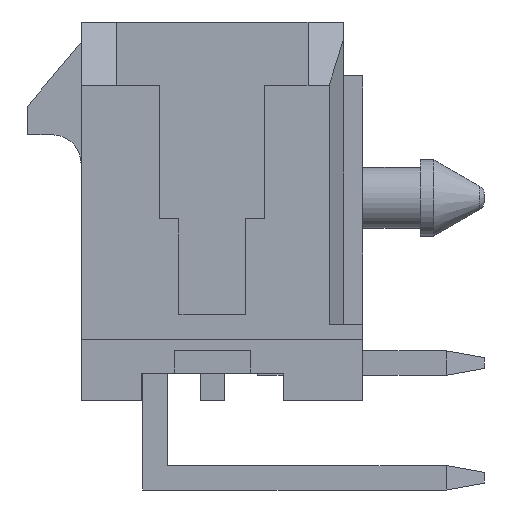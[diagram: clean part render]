
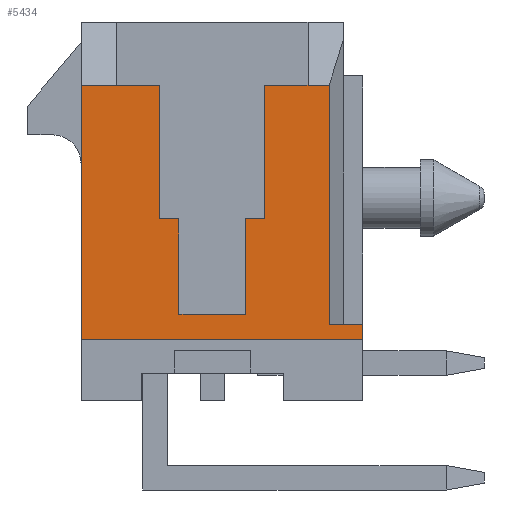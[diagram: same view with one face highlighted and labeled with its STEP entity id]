
A CAD part, left-side view. The second image highlights one B-rep face of the part: STEP entity #5434.
In plain terms, the highlighted planar face has unit normal (-1, 0, 0).
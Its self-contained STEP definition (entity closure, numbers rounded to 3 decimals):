
#1=DIRECTION('',(0.,0.,-1.));
#2=VECTOR('',#1,3.5);
#3=CARTESIAN_POINT('',(-7.825,-1.375,3.3));
#4=LINE('',#3,#2);
#5=DIRECTION('',(0.,1.,0.));
#6=VECTOR('',#5,1.125);
#7=CARTESIAN_POINT('',(-7.825,-2.5,3.3));
#8=LINE('',#7,#6);
#9=DIRECTION('',(0.,-1.,0.));
#10=VECTOR('',#9,0.555);
#11=CARTESIAN_POINT('',(-7.825,-2.5,3.3));
#12=LINE('',#11,#10);
#13=DIRECTION('',(0.,0.,-1.));
#14=VECTOR('',#13,6.26);
#15=CARTESIAN_POINT('',(-7.825,-3.055,3.3));
#16=LINE('',#15,#14);
#17=DIRECTION('',(0.,0.,-1.));
#18=VECTOR('',#17,0.4);
#19=CARTESIAN_POINT('',(-7.825,-3.935,-2.96));
#20=LINE('',#19,#18);
#21=DIRECTION('',(0.,1.,0.));
#22=VECTOR('',#21,7.37);
#23=CARTESIAN_POINT('',(-7.825,-3.935,-3.36));
#24=LINE('',#23,#22);
#25=DIRECTION('',(0.,0.,1.));
#26=VECTOR('',#25,6.66);
#27=CARTESIAN_POINT('',(-7.825,3.435,-3.36));
#28=LINE('',#27,#26);
#29=DIRECTION('',(0.,-1.,0.));
#30=VECTOR('',#29,0.935);
#31=CARTESIAN_POINT('',(-7.825,3.435,3.3));
#32=LINE('',#31,#30);
#33=DIRECTION('',(0.,1.,0.));
#34=VECTOR('',#33,1.125);
#35=CARTESIAN_POINT('',(-7.825,1.375,3.3));
#36=LINE('',#35,#34);
#37=DIRECTION('',(0.,0.,-1.));
#38=VECTOR('',#37,3.5);
#39=CARTESIAN_POINT('',(-7.825,1.375,3.3));
#40=LINE('',#39,#38);
#41=DIRECTION('',(0.,1.,0.));
#42=VECTOR('',#41,0.5);
#43=CARTESIAN_POINT('',(-7.825,0.875,-0.2));
#44=LINE('',#43,#42);
#45=DIRECTION('',(0.,0.,1.));
#46=VECTOR('',#45,2.5);
#47=CARTESIAN_POINT('',(-7.825,0.875,-2.7));
#48=LINE('',#47,#46);
#49=DIRECTION('',(0.,1.,0.));
#50=VECTOR('',#49,1.75);
#51=CARTESIAN_POINT('',(-7.825,-0.875,-2.7));
#52=LINE('',#51,#50);
#53=DIRECTION('',(0.,0.,-1.));
#54=VECTOR('',#53,2.5);
#55=CARTESIAN_POINT('',(-7.825,-0.875,-0.2));
#56=LINE('',#55,#54);
#57=DIRECTION('',(0.,1.,0.));
#58=VECTOR('',#57,0.5);
#59=CARTESIAN_POINT('',(-7.825,-1.375,-0.2));
#60=LINE('',#59,#58);
#3957=DIRECTION('',(0.,1.,0.));
#3958=VECTOR('',#3957,0.88);
#3959=CARTESIAN_POINT('',(-7.825,-3.935,-2.96));
#3960=LINE('',#3959,#3958);
#4126=CARTESIAN_POINT('',(-7.825,3.435,3.3));
#4128=VERTEX_POINT('',#4126);
#4171=CARTESIAN_POINT('',(-7.825,-3.935,-2.96));
#4172=CARTESIAN_POINT('',(-7.825,-3.055,-2.96));
#4173=VERTEX_POINT('',#4171);
#4174=VERTEX_POINT('',#4172);
#4179=CARTESIAN_POINT('',(-7.825,2.5,3.3));
#4180=VERTEX_POINT('',#4179);
#4181=CARTESIAN_POINT('',(-7.825,-2.5,3.3));
#4182=VERTEX_POINT('',#4181);
#4183=CARTESIAN_POINT('',(-7.825,-3.055,3.3));
#4184=VERTEX_POINT('',#4183);
#4407=CARTESIAN_POINT('',(-7.825,-1.375,3.3));
#4408=CARTESIAN_POINT('',(-7.825,-1.375,-0.2));
#4409=VERTEX_POINT('',#4407);
#4410=VERTEX_POINT('',#4408);
#4411=CARTESIAN_POINT('',(-7.825,-0.875,-0.2));
#4412=VERTEX_POINT('',#4411);
#4413=CARTESIAN_POINT('',(-7.825,-0.875,-2.7));
#4414=VERTEX_POINT('',#4413);
#4415=CARTESIAN_POINT('',(-7.825,0.875,-2.7));
#4416=VERTEX_POINT('',#4415);
#4417=CARTESIAN_POINT('',(-7.825,0.875,-0.2));
#4418=VERTEX_POINT('',#4417);
#4419=CARTESIAN_POINT('',(-7.825,1.375,-0.2));
#4420=VERTEX_POINT('',#4419);
#4421=CARTESIAN_POINT('',(-7.825,1.375,3.3));
#4422=VERTEX_POINT('',#4421);
#4973=CARTESIAN_POINT('',(-7.825,-3.935,-3.36));
#4974=CARTESIAN_POINT('',(-7.825,3.435,-3.36));
#4975=VERTEX_POINT('',#4973);
#4976=VERTEX_POINT('',#4974);
#5395=CARTESIAN_POINT('',(-7.825,0.,0.));
#5396=DIRECTION('',(1.,0.,0.));
#5397=DIRECTION('',(0.,0.,-1.));
#5398=AXIS2_PLACEMENT_3D('',#5395,#5396,#5397);
#5399=PLANE('',#5398);
#5401=ORIENTED_EDGE('',*,*,#5400,.F.);
#5403=ORIENTED_EDGE('',*,*,#5402,.F.);
#5405=ORIENTED_EDGE('',*,*,#5404,.T.);
#5407=ORIENTED_EDGE('',*,*,#5406,.T.);
#5409=ORIENTED_EDGE('',*,*,#5408,.F.);
#5411=ORIENTED_EDGE('',*,*,#5410,.T.);
#5413=ORIENTED_EDGE('',*,*,#5412,.T.);
#5415=ORIENTED_EDGE('',*,*,#5414,.T.);
#5417=ORIENTED_EDGE('',*,*,#5416,.T.);
#5419=ORIENTED_EDGE('',*,*,#5418,.F.);
#5421=ORIENTED_EDGE('',*,*,#5420,.T.);
#5423=ORIENTED_EDGE('',*,*,#5422,.F.);
#5425=ORIENTED_EDGE('',*,*,#5424,.F.);
#5427=ORIENTED_EDGE('',*,*,#5426,.F.);
#5429=ORIENTED_EDGE('',*,*,#5428,.F.);
#5431=ORIENTED_EDGE('',*,*,#5430,.F.);
#5432=EDGE_LOOP('',(#5401,#5403,#5405,#5407,#5409,#5411,#5413,#5415,#5417,#5419,
#5421,#5423,#5425,#5427,#5429,#5431));
#5433=FACE_OUTER_BOUND('',#5432,.F.);
#5434=ADVANCED_FACE('',(#5433),#5399,.F.);
#5400=EDGE_CURVE('',#4409,#4410,#4,.T.);
#5402=EDGE_CURVE('',#4182,#4409,#8,.T.);
#5404=EDGE_CURVE('',#4182,#4184,#12,.T.);
#5406=EDGE_CURVE('',#4184,#4174,#16,.T.);
#5408=EDGE_CURVE('',#4173,#4174,#3960,.T.);
#5410=EDGE_CURVE('',#4173,#4975,#20,.T.);
#5412=EDGE_CURVE('',#4975,#4976,#24,.T.);
#5414=EDGE_CURVE('',#4976,#4128,#28,.T.);
#5416=EDGE_CURVE('',#4128,#4180,#32,.T.);
#5418=EDGE_CURVE('',#4422,#4180,#36,.T.);
#5420=EDGE_CURVE('',#4422,#4420,#40,.T.);
#5422=EDGE_CURVE('',#4418,#4420,#44,.T.);
#5424=EDGE_CURVE('',#4416,#4418,#48,.T.);
#5426=EDGE_CURVE('',#4414,#4416,#52,.T.);
#5428=EDGE_CURVE('',#4412,#4414,#56,.T.);
#5430=EDGE_CURVE('',#4410,#4412,#60,.T.);
